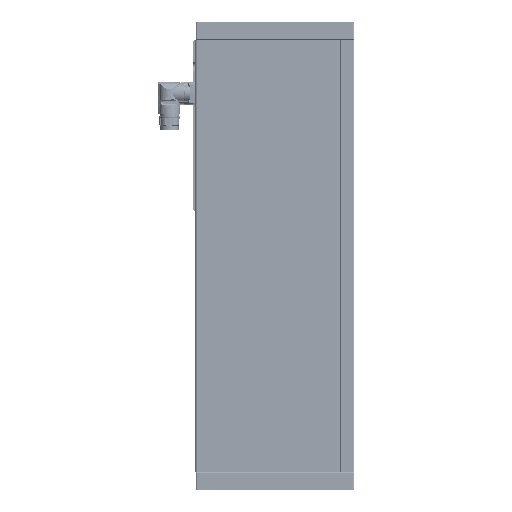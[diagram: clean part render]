
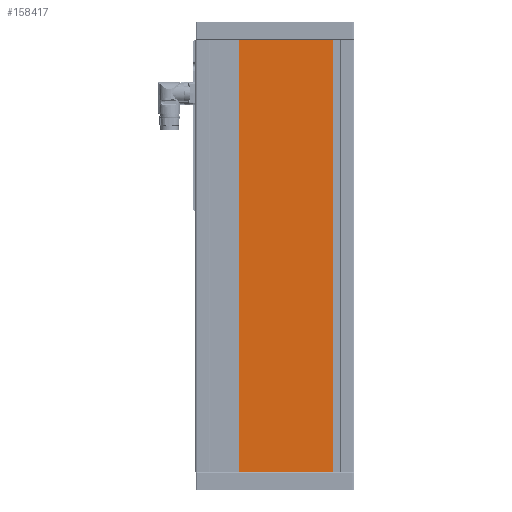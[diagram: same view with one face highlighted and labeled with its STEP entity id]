
A CAD part, left-side view. The second image highlights one B-rep face of the part: STEP entity #158417.
In plain terms, the highlighted planar face has unit normal (-1, 0, 0).
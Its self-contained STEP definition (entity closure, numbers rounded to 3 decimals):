
#1661 = ORIENTED_EDGE ( 'NONE', *, *, #137095, .F. ) ;
#3640 = VECTOR ( 'NONE', #99207, 1000. ) ;
#3700 = FACE_OUTER_BOUND ( 'NONE', #34323, .T. ) ;
#17351 = CARTESIAN_POINT ( 'NONE',  ( 0., 40.9, 0. ) ) ;
#23901 = VECTOR ( 'NONE', #145225, 1000. ) ;
#34323 = EDGE_LOOP ( 'NONE', ( #173419, #1661, #93899, #79663 ) ) ;
#38683 = CARTESIAN_POINT ( 'NONE',  ( 0., -90., 0. ) ) ;
#42861 = CARTESIAN_POINT ( 'NONE',  ( 0., -65.4, 490. ) ) ;
#44655 = CARTESIAN_POINT ( 'NONE',  ( 0., -65.4, 490. ) ) ;
#44940 = DIRECTION ( 'NONE',  ( 0., 0., -1. ) ) ;
#47352 = LINE ( 'NONE', #143149, #88853 ) ;
#53851 = LINE ( 'NONE', #38683, #23901 ) ;
#56319 = VECTOR ( 'NONE', #71976, 1000. ) ;
#58300 = PLANE ( 'NONE',  #66834 ) ;
#66834 = AXIS2_PLACEMENT_3D ( 'NONE', #112872, #167660, #44940 ) ;
#69327 = EDGE_CURVE ( 'NONE', #74126, #169583, #126922, .T. ) ;
#71976 = DIRECTION ( 'NONE',  ( 0., 0., 1. ) ) ;
#74126 = VERTEX_POINT ( 'NONE', #111927 ) ;
#75101 = DIRECTION ( 'NONE',  ( 0., -1., 0. ) ) ;
#76930 = CARTESIAN_POINT ( 'NONE',  ( 0., 40.9, 490. ) ) ;
#79663 = ORIENTED_EDGE ( 'NONE', *, *, #69327, .T. ) ;
#83445 = VERTEX_POINT ( 'NONE', #160936 ) ;
#88853 = VECTOR ( 'NONE', #75101, 1000. ) ;
#91500 = VERTEX_POINT ( 'NONE', #76930 ) ;
#93899 = ORIENTED_EDGE ( 'NONE', *, *, #165077, .T. ) ;
#99207 = DIRECTION ( 'NONE',  ( 0., 0., 1. ) ) ;
#111927 = CARTESIAN_POINT ( 'NONE',  ( 0., -65.4, 0. ) ) ;
#112872 = CARTESIAN_POINT ( 'NONE',  ( 0., -90., 490. ) ) ;
#126922 = LINE ( 'NONE', #44655, #3640 ) ;
#137095 = EDGE_CURVE ( 'NONE', #83445, #91500, #139993, .T. ) ;
#139993 = LINE ( 'NONE', #17351, #56319 ) ;
#143149 = CARTESIAN_POINT ( 'NONE',  ( 0., -90., 490. ) ) ;
#145225 = DIRECTION ( 'NONE',  ( 0., -1., 0. ) ) ;
#158417 = ADVANCED_FACE ( 'NONE', ( #3700 ), #58300, .F. ) ;
#160936 = CARTESIAN_POINT ( 'NONE',  ( 0., 40.9, 0. ) ) ;
#162309 = EDGE_CURVE ( 'NONE', #91500, #169583, #47352, .T. ) ;
#165077 = EDGE_CURVE ( 'NONE', #83445, #74126, #53851, .T. ) ;
#167660 = DIRECTION ( 'NONE',  ( 1., 0., 0. ) ) ;
#169583 = VERTEX_POINT ( 'NONE', #42861 ) ;
#173419 = ORIENTED_EDGE ( 'NONE', *, *, #162309, .F. ) ;
